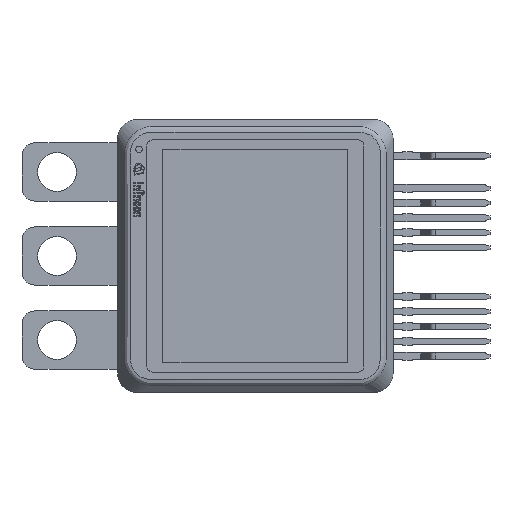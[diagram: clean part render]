
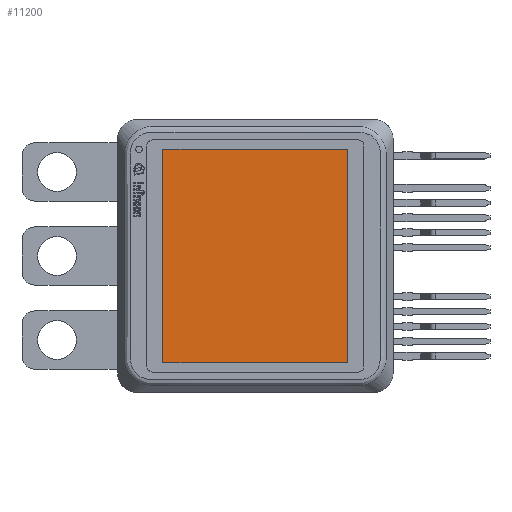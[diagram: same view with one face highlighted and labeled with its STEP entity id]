
A CAD part, top view. The second image highlights one B-rep face of the part: STEP entity #11200.
In plain terms, the highlighted planar face has unit normal (0, 0, 1).
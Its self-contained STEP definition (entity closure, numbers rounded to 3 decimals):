
#706=FACE_OUTER_BOUND('',#1351,.T.);
#1351=EDGE_LOOP('',(#9040,#9041,#9042,#9043));
#2249=LINE('',#17745,#3439);
#2252=LINE('',#17751,#3442);
#2255=LINE('',#17757,#3445);
#2258=LINE('',#17761,#3448);
#3439=VECTOR('',#14472,1.);
#3442=VECTOR('',#14477,1.);
#3445=VECTOR('',#14482,1.);
#3448=VECTOR('',#14487,1.);
#5067=VERTEX_POINT('',#17742);
#5068=VERTEX_POINT('',#17744);
#5070=VERTEX_POINT('',#17750);
#5072=VERTEX_POINT('',#17756);
#6467=EDGE_CURVE('',#5068,#5067,#2249,.T.);
#6470=EDGE_CURVE('',#5070,#5068,#2252,.T.);
#6473=EDGE_CURVE('',#5072,#5070,#2255,.T.);
#6476=EDGE_CURVE('',#5067,#5072,#2258,.T.);
#9040=ORIENTED_EDGE('',*,*,#6476,.T.);
#9041=ORIENTED_EDGE('',*,*,#6473,.T.);
#9042=ORIENTED_EDGE('',*,*,#6470,.T.);
#9043=ORIENTED_EDGE('',*,*,#6467,.T.);
#10656=PLANE('',#12151);
#11200=ADVANCED_FACE('',(#706),#10656,.T.);
#12151=AXIS2_PLACEMENT_3D('',#17763,#14490,#14491);
#14472=DIRECTION('',(1.,0.,0.));
#14477=DIRECTION('',(0.,-1.,0.));
#14482=DIRECTION('',(-1.,0.,0.));
#14487=DIRECTION('',(0.,1.,0.));
#14490=DIRECTION('center_axis',(0.,0.,1.));
#14491=DIRECTION('ref_axis',(0.,1.,0.));
#17742=CARTESIAN_POINT('',(14.3,-16.5,5.));
#17744=CARTESIAN_POINT('',(-14.3,-16.5,5.));
#17745=CARTESIAN_POINT('',(14.3,-16.5,5.));
#17750=CARTESIAN_POINT('',(-14.3,16.5,5.));
#17751=CARTESIAN_POINT('',(-14.3,-16.5,5.));
#17756=CARTESIAN_POINT('',(14.3,16.5,5.));
#17757=CARTESIAN_POINT('',(-14.3,16.5,5.));
#17761=CARTESIAN_POINT('',(14.3,16.5,5.));
#17763=CARTESIAN_POINT('Origin',(0.,0.,
5.));
